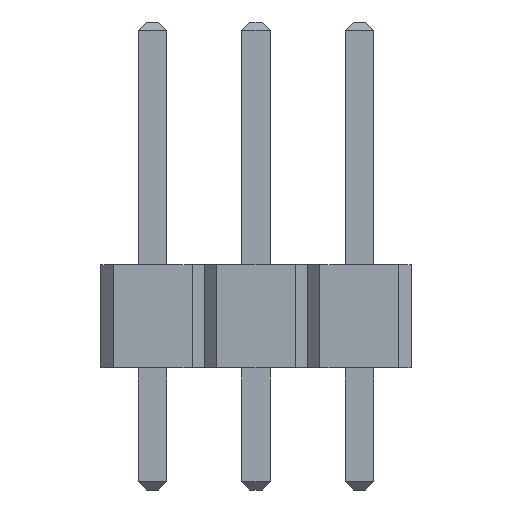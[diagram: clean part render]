
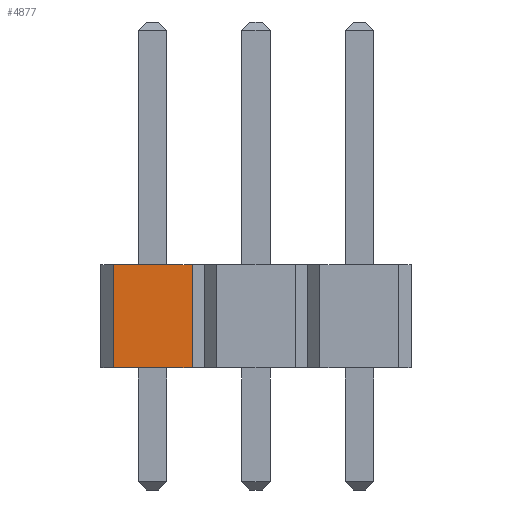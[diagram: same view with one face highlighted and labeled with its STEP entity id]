
A CAD part, front view. The second image highlights one B-rep face of the part: STEP entity #4877.
In plain terms, the highlighted planar face has unit normal (0, -1, 0).
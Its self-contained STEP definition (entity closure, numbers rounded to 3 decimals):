
#4327 = VERTEX_POINT('',#4328);
#4328 = CARTESIAN_POINT('',(-0.97,-21.59,0.));
#4334 = EDGE_CURVE('',#4335,#4327,#4337,.T.);
#4335 = VERTEX_POINT('',#4336);
#4336 = CARTESIAN_POINT('',(0.97,-21.59,0.));
#4337 = LINE('',#4338,#4339);
#4338 = CARTESIAN_POINT('',(1.27,-21.59,0.));
#4339 = VECTOR('',#4340,1.);
#4340 = DIRECTION('',(-1.,0.,0.));
#4549 = VERTEX_POINT('',#4550);
#4550 = CARTESIAN_POINT('',(-0.97,-21.59,2.54));
#4556 = EDGE_CURVE('',#4557,#4549,#4559,.T.);
#4557 = VERTEX_POINT('',#4558);
#4558 = CARTESIAN_POINT('',(0.97,-21.59,2.54));
#4559 = LINE('',#4560,#4561);
#4560 = CARTESIAN_POINT('',(1.27,-21.59,2.54));
#4561 = VECTOR('',#4562,1.);
#4562 = DIRECTION('',(-1.,0.,0.));
#4867 = EDGE_CURVE('',#4335,#4557,#4868,.T.);
#4868 = LINE('',#4869,#4870);
#4869 = CARTESIAN_POINT('',(0.97,-21.59,0.));
#4870 = VECTOR('',#4871,1.);
#4871 = DIRECTION('',(0.,0.,1.));
#4877 = ADVANCED_FACE('',(#4878),#4889,.T.);
#4878 = FACE_BOUND('',#4879,.T.);
#4879 = EDGE_LOOP('',(#4880,#4881,#4882,#4883));
#4880 = ORIENTED_EDGE('',*,*,#4334,.F.);
#4881 = ORIENTED_EDGE('',*,*,#4867,.T.);
#4882 = ORIENTED_EDGE('',*,*,#4556,.T.);
#4883 = ORIENTED_EDGE('',*,*,#4884,.F.);
#4884 = EDGE_CURVE('',#4327,#4549,#4885,.T.);
#4885 = LINE('',#4886,#4887);
#4886 = CARTESIAN_POINT('',(-0.97,-21.59,0.));
#4887 = VECTOR('',#4888,1.);
#4888 = DIRECTION('',(0.,0.,1.));
#4889 = PLANE('',#4890);
#4890 = AXIS2_PLACEMENT_3D('',#4891,#4892,#4893);
#4891 = CARTESIAN_POINT('',(1.27,-21.59,0.));
#4892 = DIRECTION('',(0.,-1.,0.));
#4893 = DIRECTION('',(-1.,0.,0.));
